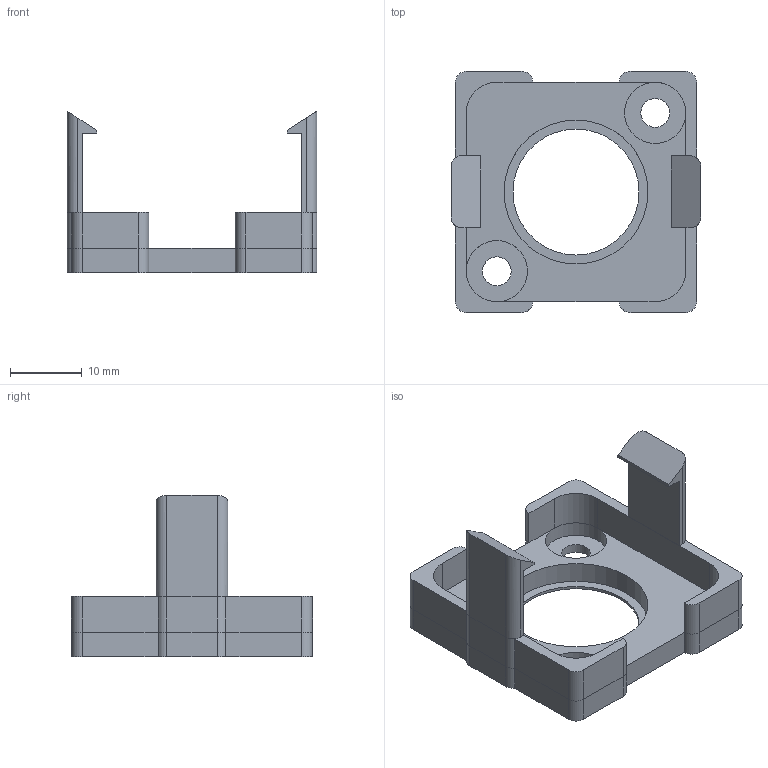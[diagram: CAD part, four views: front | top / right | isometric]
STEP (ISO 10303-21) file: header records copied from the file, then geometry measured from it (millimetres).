
FILE_DESCRIPTION(/* description */ ('STEP AP242','CAx-IF Rec.Pracs.---Representation and Presentation of Product Manufacturing Information (PMI)---4.0---2014-10-13','CAx-IF Rec.Pracs.---3D Tessellated Geometry---0.4---2014-09-14','2;1'),/* implementation_level */ '2;1');
FILE_NAME(/* name */ '656bcbb37140c5740bbccb9e',/* time_stamp */ '2023-12-03T00:28:35Z',/* author */ (''),/* organization */ (''),/* preprocessor_version */ 'ST-DEVELOPER v19.4',/* originating_system */ ' ',/* authorisation */ ' ');
FILE_SCHEMA (('AP242_MANAGED_MODEL_BASED_3D_ENGINEERING_MIM_LF { 1 0 10303 442 1 1 4 }'));
Length unit declared in the file: metre
Products named in the file (5): Pillar right; Pillar left; Wall right; Wall left; Base
Bounding box: 34.7 x 33.5 x 22.46 mm (x, y, z)
Volume: 3873.3 mm3; surface area: 4607.3 mm2
Topology: 5 solids, 5 shells, 91 faces, 234 edges, 156 vertices
Faces by surface type: plane 53, cylinder 38
Full cylindrical faces by diameter (mm): 4 x2, 8.5 x2, 17.5 x1, 20 x1
Entity records: 2892 total; most frequent: DIRECTION 496, CARTESIAN_POINT 480, ORIENTED_EDGE 456, EDGE_CURVE 228, AXIS2_PLACEMENT_3D 172, VERTEX_POINT 156, LINE 152, VECTOR 152
